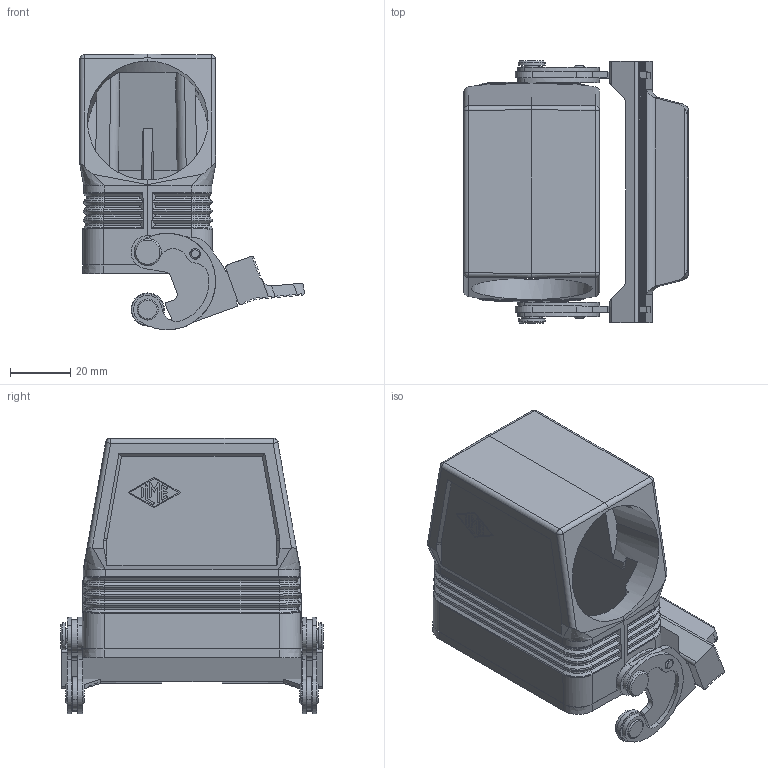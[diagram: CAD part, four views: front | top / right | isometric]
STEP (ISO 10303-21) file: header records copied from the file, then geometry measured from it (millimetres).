
FILE_DESCRIPTION(('Creo Elements/Direct Modeling STEP Export'),'2;1');
FILE_NAME('0ln7uvk45l4bn4o1592','2016-11-10T 8:46:58',(''),(''),'PTC Creo Elements/Direct Modeling STEP processor for AP214 (Solid Model)','PTC Creo Elements/Direct Modeling 19.0E 27-Jun-2016 (C) Parametric Technology GmbH','');
FILE_SCHEMA(('AUTOMOTIVE_DESIGN { 1 0 10303 214 1 1 1 1 }'));
Products named in the file (2): MFO_10_LG40
Assembly tree (1 placements, depth 2):
  MFO_10_LG40
    MFO_10_LG40
Bounding box: 74.37 x 86.9 x 91.34 mm (x, y, z)
Volume: 82014.7 mm3; surface area: 45514.5 mm2
Topology: 1 solids, 5 shells, 733 faces, 1897 edges, 1205 vertices
Faces by surface type: plane 375, cylinder 196, bspline 94, extrusion 32, torus 20, cone 12, sphere 4
Entity records: 51713 total; most frequent: CARTESIAN_POINT 29301, ORIENTED_EDGE 3786, DIRECTION 2970, EDGE_CURVE 1893, VERTEX_POINT 1205, VECTOR 1134, LINE 1102, AXIS2_PLACEMENT_3D 918
